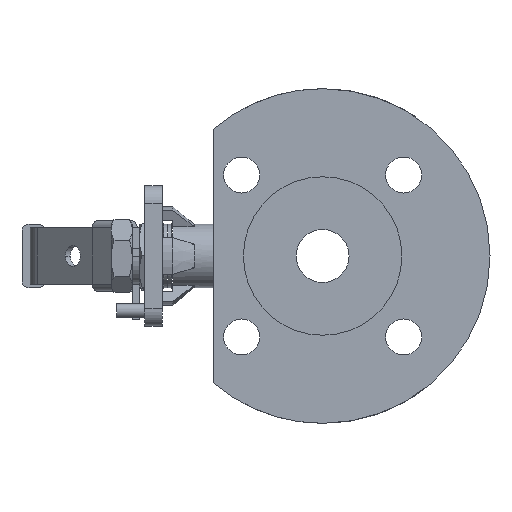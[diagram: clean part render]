
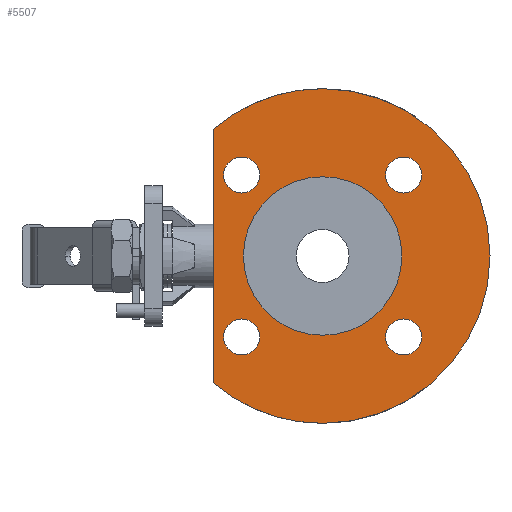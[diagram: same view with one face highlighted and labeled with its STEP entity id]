
A CAD part, left-side view. The second image highlights one B-rep face of the part: STEP entity #5507.
In plain terms, the highlighted planar face has unit normal (-1, 0, 0).
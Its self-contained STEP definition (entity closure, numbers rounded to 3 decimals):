
#198 = EDGE_LOOP ( 'NONE', ( #581, #594 ) ) ;
#441 = VERTEX_POINT ( 'NONE', #5372 ) ;
#445 = VERTEX_POINT ( 'NONE', #5408 ) ;
#446 = VERTEX_POINT ( 'NONE', #5360 ) ;
#453 = VERTEX_POINT ( 'NONE', #5361 ) ;
#458 = VERTEX_POINT ( 'NONE', #5402 ) ;
#460 = VERTEX_POINT ( 'NONE', #5333 ) ;
#465 = VERTEX_POINT ( 'NONE', #5347 ) ;
#481 = VERTEX_POINT ( 'NONE', #5420 ) ;
#488 = VERTEX_POINT ( 'NONE', #5389 ) ;
#492 = VERTEX_POINT ( 'NONE', #5394 ) ;
#503 = VERTEX_POINT ( 'NONE', #5396 ) ;
#504 = VERTEX_POINT ( 'NONE', #5339 ) ;
#508 = VERTEX_POINT ( 'NONE', #5384 ) ;
#514 = VERTEX_POINT ( 'NONE', #6736 ) ;
#581 = ORIENTED_EDGE ( 'NONE', *, *, #5798, .T. ) ;
#587 = ORIENTED_EDGE ( 'NONE', *, *, #5865, .T. ) ;
#590 = ORIENTED_EDGE ( 'NONE', *, *, #5800, .T. ) ;
#594 = ORIENTED_EDGE ( 'NONE', *, *, #5823, .T. ) ;
#605 = EDGE_LOOP ( 'NONE', ( #590, #587 ) ) ;
#660 = EDGE_LOOP ( 'NONE', ( #1437, #1465 ) ) ;
#662 = EDGE_LOOP ( 'NONE', ( #1426, #1417, #1435, #1448 ) ) ;
#673 = EDGE_LOOP ( 'NONE', ( #1452, #1463 ) ) ;
#677 = EDGE_LOOP ( 'NONE', ( #1419, #1414 ) ) ;
#1414 = ORIENTED_EDGE ( 'NONE', *, *, #5862, .T. ) ;
#1417 = ORIENTED_EDGE ( 'NONE', *, *, #6210, .T. ) ;
#1419 = ORIENTED_EDGE ( 'NONE', *, *, #5801, .T. ) ;
#1426 = ORIENTED_EDGE ( 'NONE', *, *, #6265, .F. ) ;
#1435 = ORIENTED_EDGE ( 'NONE', *, *, #6232, .F. ) ;
#1437 = ORIENTED_EDGE ( 'NONE', *, *, #5810, .T. ) ;
#1448 = ORIENTED_EDGE ( 'NONE', *, *, #6257, .F. ) ;
#1452 = ORIENTED_EDGE ( 'NONE', *, *, #6409, .T. ) ;
#1463 = ORIENTED_EDGE ( 'NONE', *, *, #5816, .T. ) ;
#1465 = ORIENTED_EDGE ( 'NONE', *, *, #6401, .T. ) ;
#1723 = FACE_BOUND ( 'NONE', #660, .T. ) ;
#1727 = FACE_BOUND ( 'NONE', #198, .T. ) ;
#1728 = FACE_BOUND ( 'NONE', #677, .T. ) ;
#1729 = FACE_BOUND ( 'NONE', #673, .T. ) ;
#1730 = FACE_BOUND ( 'NONE', #605, .T. ) ;
#1731 = FACE_OUTER_BOUND ( 'NONE', #662, .T. ) ;
#2152 = CIRCLE ( 'NONE', #6676, 5.1 ) ;
#2154 = CIRCLE ( 'NONE', #6678, 5.1 ) ;
#2155 = CIRCLE ( 'NONE', #6679, 5.1 ) ;
#2167 = CIRCLE ( 'NONE', #6684, 22.5 ) ;
#2177 = CIRCLE ( 'NONE', #6687, 5.1 ) ;
#2187 = CIRCLE ( 'NONE', #6690, 5.1 ) ;
#2235 = CIRCLE ( 'NONE', #3372, 5.1 ) ;
#2251 = CIRCLE ( 'NONE', #3374, 5.1 ) ;
#2576 = CARTESIAN_POINT ( 'NONE',  ( -19.5, -22.981, -22.981 ) ) ;
#2577 = DIRECTION ( 'NONE',  ( 1., 0., 0. ) ) ;
#2578 = DIRECTION ( 'NONE',  ( 0., -1., 0. ) ) ;
#2582 = CARTESIAN_POINT ( 'NONE',  ( -19.5, -22.981, 22.981 ) ) ;
#2583 = DIRECTION ( 'NONE',  ( 1., 0., 0. ) ) ;
#2584 = DIRECTION ( 'NONE',  ( 0., 0., 1. ) ) ;
#2585 = CARTESIAN_POINT ( 'NONE',  ( -19.5, 22.981, 22.981 ) ) ;
#2586 = DIRECTION ( 'NONE',  ( 1., 0., 0. ) ) ;
#2587 = DIRECTION ( 'NONE',  ( 0., 1., 0. ) ) ;
#2610 = CARTESIAN_POINT ( 'NONE',  ( -19.5, 0., 0. ) ) ;
#2611 = DIRECTION ( 'NONE',  ( 1., 0., 0. ) ) ;
#2612 = DIRECTION ( 'NONE',  ( 0., 0., -1. ) ) ;
#2624 = CARTESIAN_POINT ( 'NONE',  ( -19.5, 22.981, -22.981 ) ) ;
#2625 = DIRECTION ( 'NONE',  ( 1., 0., 0. ) ) ;
#2626 = DIRECTION ( 'NONE',  ( 0., 0., -1. ) ) ;
#2640 = CARTESIAN_POINT ( 'NONE',  ( -19.5, -22.981, -22.981 ) ) ;
#2641 = DIRECTION ( 'NONE',  ( 1., 0., 0. ) ) ;
#2642 = DIRECTION ( 'NONE',  ( 0., -1., 0. ) ) ;
#2738 = CARTESIAN_POINT ( 'NONE',  ( -19.5, 22.981, 22.981 ) ) ;
#2739 = DIRECTION ( 'NONE',  ( 1., 0., 0. ) ) ;
#2740 = DIRECTION ( 'NONE',  ( 0., 1., 0. ) ) ;
#2747 = CARTESIAN_POINT ( 'NONE',  ( -19.5, -22.981, 22.981 ) ) ;
#2748 = DIRECTION ( 'NONE',  ( 1., 0., 0. ) ) ;
#2749 = DIRECTION ( 'NONE',  ( 0., 0., 1. ) ) ;
#3303 = CARTESIAN_POINT ( 'NONE',  ( -19.5, 31., 0. ) ) ;
#3304 = DIRECTION ( 'NONE',  ( 0., 0., -1. ) ) ;
#3366 = CARTESIAN_POINT ( 'NONE',  ( -19.5, 0., 0. ) ) ;
#3367 = DIRECTION ( 'NONE',  ( 1., 0., 0. ) ) ;
#3368 = DIRECTION ( 'NONE',  ( 0., 0., -1. ) ) ;
#3372 = AXIS2_PLACEMENT_3D ( 'NONE', #2738, #2739, #2740 ) ;
#3374 = AXIS2_PLACEMENT_3D ( 'NONE', #2747, #2748, #2749 ) ;
#3455 = AXIS2_PLACEMENT_3D ( 'NONE', #3366, #3367, #3368 ) ;
#3467 = AXIS2_PLACEMENT_3D ( 'NONE', #4453, #4454, #4455 ) ;
#3473 = AXIS2_PLACEMENT_3D ( 'NONE', #4475, #4476, #4477 ) ;
#3517 = AXIS2_PLACEMENT_3D ( 'NONE', #4861, #4862, #4863 ) ;
#3521 = AXIS2_PLACEMENT_3D ( 'NONE', #4879, #4880, #4881 ) ;
#3799 = LINE ( 'NONE', #3303, #3802 ) ;
#3802 = VECTOR ( 'NONE', #3304, 1000. ) ;
#3827 = CIRCLE ( 'NONE', #3455, 47.5 ) ;
#3865 = CIRCLE ( 'NONE', #3467, 47.5 ) ;
#3876 = CIRCLE ( 'NONE', #3473, 47.5 ) ;
#4069 = CIRCLE ( 'NONE', #3521, 5.1 ) ;
#4074 = CIRCLE ( 'NONE', #3517, 22.5 ) ;
#4453 = CARTESIAN_POINT ( 'NONE',  ( -19.5, 0., 0. ) ) ;
#4454 = DIRECTION ( 'NONE',  ( 1., 0., 0. ) ) ;
#4455 = DIRECTION ( 'NONE',  ( 0., 0., -1. ) ) ;
#4475 = CARTESIAN_POINT ( 'NONE',  ( -19.5, 0., 0. ) ) ;
#4476 = DIRECTION ( 'NONE',  ( 1., 0., 0. ) ) ;
#4477 = DIRECTION ( 'NONE',  ( 0., 0., -1. ) ) ;
#4861 = CARTESIAN_POINT ( 'NONE',  ( -19.5, 0., 0. ) ) ;
#4862 = DIRECTION ( 'NONE',  ( 1., 0., 0. ) ) ;
#4863 = DIRECTION ( 'NONE',  ( 0., 0., -1. ) ) ;
#4879 = CARTESIAN_POINT ( 'NONE',  ( -19.5, 22.981, -22.981 ) ) ;
#4880 = DIRECTION ( 'NONE',  ( 1., 0., 0. ) ) ;
#4881 = DIRECTION ( 'NONE',  ( 0., 0., -1. ) ) ;
#5140 = DIRECTION ( 'NONE',  ( 1., 0., 0. ) ) ;
#5183 = CARTESIAN_POINT ( 'NONE',  ( -19.5, 0., 0. ) ) ;
#5253 = DIRECTION ( 'NONE',  ( 0., 0., -1. ) ) ;
#5287 = PLANE ( 'NONE',  #6453 ) ;
#5333 = CARTESIAN_POINT ( 'NONE',  ( -19.5, 0., -22.5 ) ) ;
#5339 = CARTESIAN_POINT ( 'NONE',  ( -19.5, -22.981, 17.881 ) ) ;
#5347 = CARTESIAN_POINT ( 'NONE',  ( -19.5, 28.081, 22.981 ) ) ;
#5360 = CARTESIAN_POINT ( 'NONE',  ( -19.5, 31., 35.99 ) ) ;
#5361 = CARTESIAN_POINT ( 'NONE',  ( -19.5, -22.981, 28.081 ) ) ;
#5372 = CARTESIAN_POINT ( 'NONE',  ( -19.5, 17.881, 22.981 ) ) ;
#5384 = CARTESIAN_POINT ( 'NONE',  ( -19.5, 0., 47.5 ) ) ;
#5389 = CARTESIAN_POINT ( 'NONE',  ( -19.5, -28.081, -22.981 ) ) ;
#5394 = CARTESIAN_POINT ( 'NONE',  ( -19.5, 22.981, -17.881 ) ) ;
#5396 = CARTESIAN_POINT ( 'NONE',  ( -19.5, -17.881, -22.981 ) ) ;
#5402 = CARTESIAN_POINT ( 'NONE',  ( -19.5, 0., -47.5 ) ) ;
#5408 = CARTESIAN_POINT ( 'NONE',  ( -19.5, 31., -35.99 ) ) ;
#5420 = CARTESIAN_POINT ( 'NONE',  ( -19.5, 22.981, -28.081 ) ) ;
#5507 = ADVANCED_FACE ( 'NONE', ( #1727, #1730, #1728, #1729, #1723, #1731 ), #5287, .F. ) ;
#5798 = EDGE_CURVE ( 'NONE', #488, #503, #2152, .T. ) ;
#5800 = EDGE_CURVE ( 'NONE', #453, #504, #2154, .T. ) ;
#5801 = EDGE_CURVE ( 'NONE', #465, #441, #2155, .T. ) ;
#5810 = EDGE_CURVE ( 'NONE', #460, #514, #2167, .T. ) ;
#5816 = EDGE_CURVE ( 'NONE', #492, #481, #2177, .T. ) ;
#5823 = EDGE_CURVE ( 'NONE', #503, #488, #2187, .T. ) ;
#5862 = EDGE_CURVE ( 'NONE', #441, #465, #2235, .T. ) ;
#5865 = EDGE_CURVE ( 'NONE', #504, #453, #2251, .T. ) ;
#6210 = EDGE_CURVE ( 'NONE', #446, #445, #3799, .T. ) ;
#6232 = EDGE_CURVE ( 'NONE', #458, #445, #3827, .T. ) ;
#6257 = EDGE_CURVE ( 'NONE', #508, #458, #3865, .T. ) ;
#6265 = EDGE_CURVE ( 'NONE', #446, #508, #3876, .T. ) ;
#6401 = EDGE_CURVE ( 'NONE', #514, #460, #4074, .T. ) ;
#6409 = EDGE_CURVE ( 'NONE', #481, #492, #4069, .T. ) ;
#6453 = AXIS2_PLACEMENT_3D ( 'NONE', #5183, #5140, #5253 ) ;
#6676 = AXIS2_PLACEMENT_3D ( 'NONE', #2576, #2577, #2578 ) ;
#6678 = AXIS2_PLACEMENT_3D ( 'NONE', #2582, #2583, #2584 ) ;
#6679 = AXIS2_PLACEMENT_3D ( 'NONE', #2585, #2586, #2587 ) ;
#6684 = AXIS2_PLACEMENT_3D ( 'NONE', #2610, #2611, #2612 ) ;
#6687 = AXIS2_PLACEMENT_3D ( 'NONE', #2624, #2625, #2626 ) ;
#6690 = AXIS2_PLACEMENT_3D ( 'NONE', #2640, #2641, #2642 ) ;
#6736 = CARTESIAN_POINT ( 'NONE',  ( -19.5, 0., 22.5 ) ) ;
